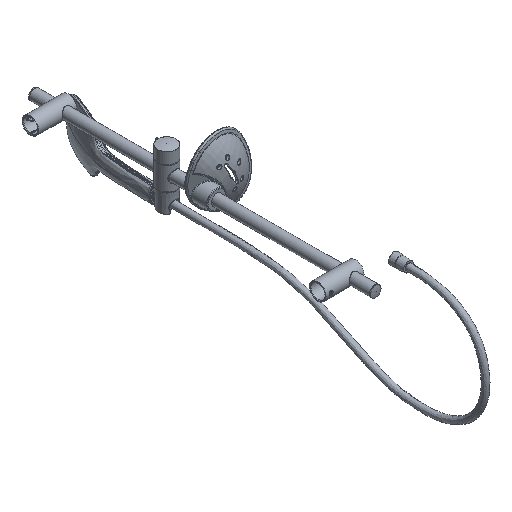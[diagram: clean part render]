
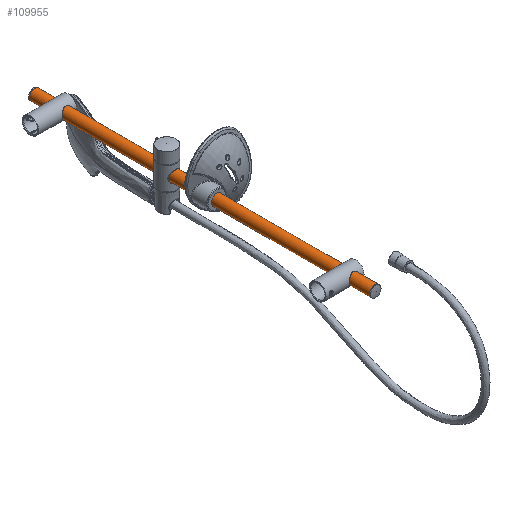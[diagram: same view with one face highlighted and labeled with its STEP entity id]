
A CAD part, isometric view. The second image highlights one B-rep face of the part: STEP entity #109955.
In plain terms, the highlighted cylindrical face has radius 11 mm (diameter 22 mm), a full revolution.
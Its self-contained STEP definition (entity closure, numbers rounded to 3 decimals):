
#2966 = DIRECTION ( 'NONE',  ( 0., 1., 0. ) ) ;
#3353 = AXIS2_PLACEMENT_3D ( 'NONE', #335655, #82072, #332021 ) ;
#4779 = DIRECTION ( 'NONE',  ( 1., 0., 0. ) ) ;
#55095 = ORIENTED_EDGE ( 'NONE', *, *, #172555, .T. ) ;
#69827 = CARTESIAN_POINT ( 'NONE',  ( 11., 349.6, 0. ) ) ;
#71644 = VERTEX_POINT ( 'NONE', #184541 ) ;
#82072 = DIRECTION ( 'NONE',  ( 0., 1., 0. ) ) ;
#109955 = ADVANCED_FACE ( 'NONE', ( #260266, #197439 ), #201085, .T. ) ;
#150603 = CIRCLE ( 'NONE', #339520, 11. ) ;
#153881 = EDGE_CURVE ( 'NONE', #347498, #347498, #150603, .T. ) ;
#154392 = DIRECTION ( 'NONE',  ( 1., 0., 0. ) ) ;
#159252 = EDGE_LOOP ( 'NONE', ( #55095 ) ) ;
#171492 = AXIS2_PLACEMENT_3D ( 'NONE', #310326, #2966, #4779 ) ;
#172555 = EDGE_CURVE ( 'NONE', #71644, #71644, #340294, .T. ) ;
#172577 = ORIENTED_EDGE ( 'NONE', *, *, #153881, .F. ) ;
#174875 = DIRECTION ( 'NONE',  ( 0., 1., 0. ) ) ;
#184541 = CARTESIAN_POINT ( 'NONE',  ( 11., -349.6, 0. ) ) ;
#197439 = FACE_OUTER_BOUND ( 'NONE', #159252, .T. ) ;
#199594 = EDGE_LOOP ( 'NONE', ( #172577 ) ) ;
#201085 = CYLINDRICAL_SURFACE ( 'NONE', #171492, 11. ) ;
#232218 = CARTESIAN_POINT ( 'NONE',  ( 0., 349.6, 0. ) ) ;
#260266 = FACE_OUTER_BOUND ( 'NONE', #199594, .T. ) ;
#310326 = CARTESIAN_POINT ( 'NONE',  ( 0., 352.5, 0. ) ) ;
#332021 = DIRECTION ( 'NONE',  ( 1., 0., 0. ) ) ;
#335655 = CARTESIAN_POINT ( 'NONE',  ( 0., -349.6, 0. ) ) ;
#339520 = AXIS2_PLACEMENT_3D ( 'NONE', #232218, #174875, #154392 ) ;
#340294 = CIRCLE ( 'NONE', #3353, 11. ) ;
#347498 = VERTEX_POINT ( 'NONE', #69827 ) ;
